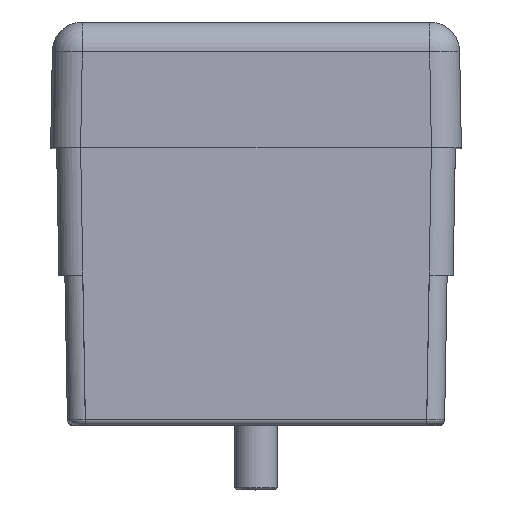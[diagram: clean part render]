
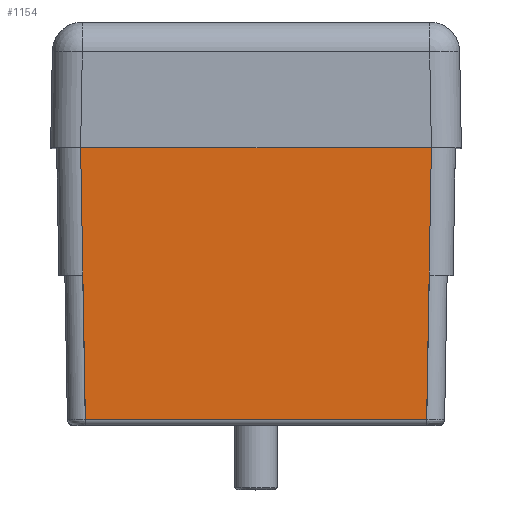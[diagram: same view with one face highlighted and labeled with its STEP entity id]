
A CAD part, top view. The second image highlights one B-rep face of the part: STEP entity #1154.
In plain terms, the highlighted planar face has unit normal (0, 0, 1).
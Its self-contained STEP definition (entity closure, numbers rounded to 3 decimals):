
#1154=ADVANCED_FACE('',(#1830),#1398,.F.);
#1398=PLANE('',#9144);
#1830=FACE_OUTER_BOUND('',#2391,.T.);
#2391=EDGE_LOOP('',(#5875,#5876,#5877,#5878));
#2844=LINE('',#15308,#3492);
#2857=LINE('',#15482,#3505);
#2866=LINE('',#15515,#3514);
#3037=LINE('',#16229,#3685);
#3492=VECTOR('',#10783,1.);
#3505=VECTOR('',#10828,1.);
#3514=VECTOR('',#10861,1.);
#3685=VECTOR('',#11332,1.);
#5875=ORIENTED_EDGE('',*,*,#7716,.T.);
#5876=ORIENTED_EDGE('',*,*,#7687,.T.);
#5877=ORIENTED_EDGE('',*,*,#7734,.T.);
#5878=ORIENTED_EDGE('',*,*,#7985,.F.);
#6611=VERTEX_POINT('',#15047);
#6619=VERTEX_POINT('',#15079);
#6645=VERTEX_POINT('',#15267);
#6649=VERTEX_POINT('',#15307);
#7687=EDGE_CURVE('',#6645,#6649,#2844,.T.);
#7716=EDGE_CURVE('',#6619,#6645,#2857,.T.);
#7734=EDGE_CURVE('',#6649,#6611,#2866,.T.);
#7985=EDGE_CURVE('',#6619,#6611,#3037,.T.);
#9144=AXIS2_PLACEMENT_3D('',#16230,#11333,#11334);
#10783=DIRECTION('',(1.,0.,0.));
#10828=DIRECTION('',(0.017,-1.,0.));
#10861=DIRECTION('',(0.017,1.,0.));
#11332=DIRECTION('',(1.,0.,0.));
#11333=DIRECTION('',(0.,0.,-1.));
#11334=DIRECTION('',(1.,0.,0.));
#15047=CARTESIAN_POINT('',(70.698,50.,84.5));
#15079=CARTESIAN_POINT('',(47.299,50.,84.5));
#15267=CARTESIAN_POINT('',(47.615,31.9,84.5));
#15307=CARTESIAN_POINT('',(70.382,31.9,84.5));
#15308=CARTESIAN_POINT('',(70.375,31.9,84.5));
#15482=CARTESIAN_POINT('',(47.181,56.742,84.5));
#15515=CARTESIAN_POINT('',(70.699,50.028,84.5));
#16229=CARTESIAN_POINT('',(73.448,50.,84.5));
#16230=CARTESIAN_POINT('',(73.448,57.2,84.5));
